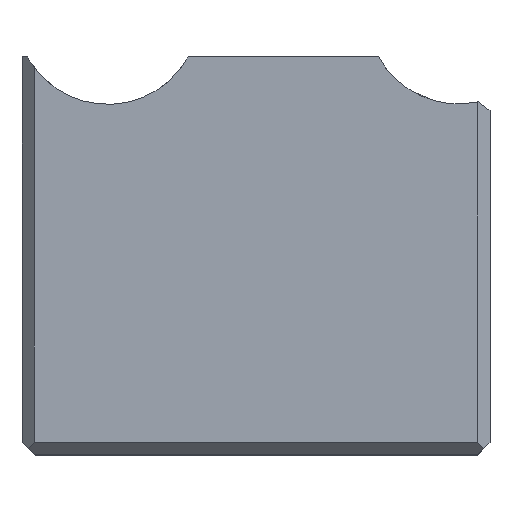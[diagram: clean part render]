
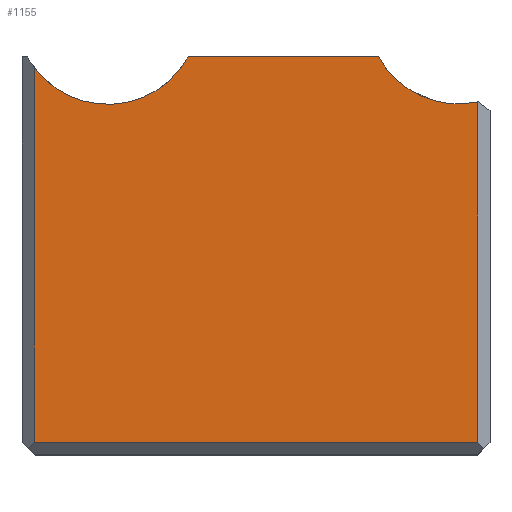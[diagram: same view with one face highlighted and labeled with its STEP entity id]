
A CAD part, top view. The second image highlights one B-rep face of the part: STEP entity #1155.
In plain terms, the highlighted planar face has unit normal (0, 0, 1).
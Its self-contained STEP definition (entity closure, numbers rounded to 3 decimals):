
#35=CIRCLE('',#1237,3.);
#36=CIRCLE('',#1238,3.);
#72=FACE_OUTER_BOUND('',#134,.T.);
#134=EDGE_LOOP('',(#856,#857,#858,#859,#860,#861));
#247=LINE('',#1734,#390);
#249=LINE('',#1740,#392);
#250=LINE('',#1742,#393);
#251=LINE('',#1746,#394);
#390=VECTOR('',#1404,10.);
#392=VECTOR('',#1410,10.);
#393=VECTOR('',#1411,10.);
#394=VECTOR('',#1414,10.);
#519=VERTEX_POINT('',#1731);
#520=VERTEX_POINT('',#1733);
#522=VERTEX_POINT('',#1739);
#523=VERTEX_POINT('',#1741);
#524=VERTEX_POINT('',#1743);
#525=VERTEX_POINT('',#1745);
#647=EDGE_CURVE('',#519,#520,#247,.T.);
#650=EDGE_CURVE('',#522,#519,#249,.T.);
#651=EDGE_CURVE('',#523,#522,#250,.T.);
#652=EDGE_CURVE('',#523,#524,#35,.T.);
#653=EDGE_CURVE('',#524,#525,#251,.T.);
#654=EDGE_CURVE('',#525,#520,#36,.T.);
#856=ORIENTED_EDGE('',*,*,#647,.F.);
#857=ORIENTED_EDGE('',*,*,#650,.F.);
#858=ORIENTED_EDGE('',*,*,#651,.F.);
#859=ORIENTED_EDGE('',*,*,#652,.T.);
#860=ORIENTED_EDGE('',*,*,#653,.T.);
#861=ORIENTED_EDGE('',*,*,#654,.T.);
#1102=PLANE('',#1236);
#1155=ADVANCED_FACE('',(#72),#1102,.T.);
#1236=AXIS2_PLACEMENT_3D('',#1738,#1408,#1409);
#1237=AXIS2_PLACEMENT_3D('',#1744,#1412,#1413);
#1238=AXIS2_PLACEMENT_3D('',#1747,#1415,#1416);
#1404=DIRECTION('',(0.,1.,0.));
#1408=DIRECTION('center_axis',(0.,0.,
1.));
#1409=DIRECTION('ref_axis',(1.,0.,0.));
#1410=DIRECTION('',(-1.,0.,0.));
#1411=DIRECTION('',(0.,-1.,0.));
#1412=DIRECTION('center_axis',(0.,0.,
-1.));
#1413=DIRECTION('ref_axis',(-1.,0.,0.));
#1414=DIRECTION('',(-1.,0.,0.));
#1415=DIRECTION('center_axis',(0.,0.,
-1.));
#1416=DIRECTION('ref_axis',(-1.,0.,0.));
#1731=CARTESIAN_POINT('',(139.777,-154.03,112.341));
#1733=CARTESIAN_POINT('',(139.777,-141.773,112.341));
#1734=CARTESIAN_POINT('',(139.777,-153.43,112.341));
#1738=CARTESIAN_POINT('Origin',(138.677,-153.43,112.341));
#1739=CARTESIAN_POINT('',(154.283,-154.03,112.341));
#1740=CARTESIAN_POINT('',(142.704,-154.03,112.341));
#1741=CARTESIAN_POINT('',(154.283,-142.901,112.341));
#1742=CARTESIAN_POINT('',(154.283,-153.43,112.341));
#1743=CARTESIAN_POINT('',(151.038,-141.43,112.341));
#1744=CARTESIAN_POINT('Origin',(153.657,-139.967,112.341));
#1745=CARTESIAN_POINT('',(144.81,-141.43,112.341));
#1746=CARTESIAN_POINT('',(142.704,-141.43,112.341));
#1747=CARTESIAN_POINT('Origin',(142.183,-139.98,112.341));
